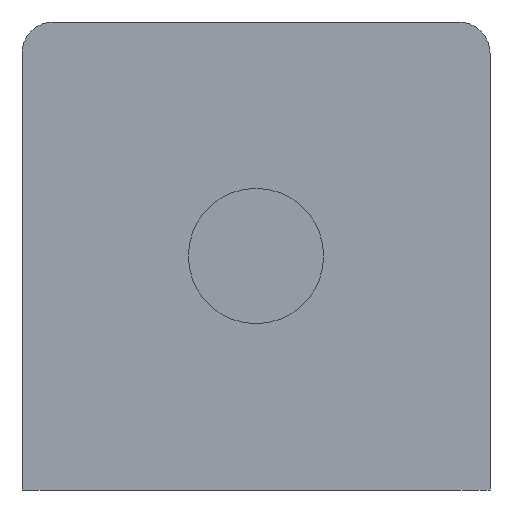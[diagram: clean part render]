
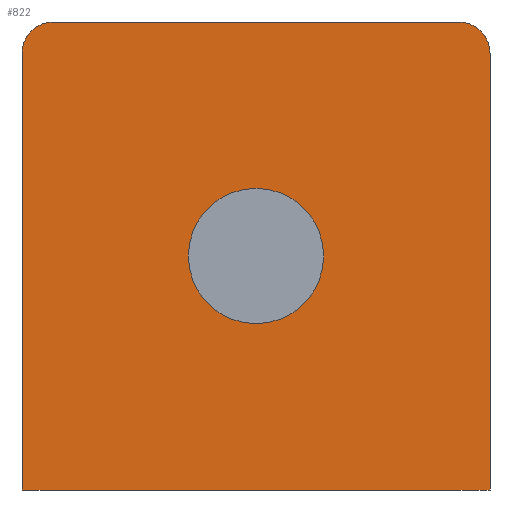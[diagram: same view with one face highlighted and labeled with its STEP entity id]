
A CAD part, left-side view. The second image highlights one B-rep face of the part: STEP entity #822.
In plain terms, the highlighted planar face has unit normal (-1, 0, 0).
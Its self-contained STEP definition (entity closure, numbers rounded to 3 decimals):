
#822=ADVANCED_FACE('',(#871,#872),#873,.T.);
#871=FACE_BOUND('',#948,.T.);
#872=FACE_OUTER_BOUND('',#949,.T.);
#873=PLANE('',#950);
#948=EDGE_LOOP('',(#1070));
#949=EDGE_LOOP('',(#1071,#1072,#1073,#1074,#1075,#1076));
#950=AXIS2_PLACEMENT_3D('',#1077,#1078,#1079);
#1070=ORIENTED_EDGE('',*,*,#1204,.T.);
#1071=ORIENTED_EDGE('',*,*,#1205,.T.);
#1072=ORIENTED_EDGE('',*,*,#1206,.T.);
#1073=ORIENTED_EDGE('',*,*,#1187,.T.);
#1074=ORIENTED_EDGE('',*,*,#1207,.T.);
#1075=ORIENTED_EDGE('',*,*,#1203,.F.);
#1076=ORIENTED_EDGE('',*,*,#1200,.T.);
#1077=CARTESIAN_POINT('',(-22.5,0.0,-22.5));
#1078=DIRECTION('',(-1.0,0.0,0.0));
#1079=DIRECTION('',(0.0,0.0,1.0));
#1187=EDGE_CURVE('',#1244,#1245,#1246,.T.);
#1200=EDGE_CURVE('',#1266,#1264,#1267,.T.);
#1203=EDGE_CURVE('',#1266,#1269,#1271,.T.);
#1204=EDGE_CURVE('',#1272,#1272,#1273,.T.);
#1205=EDGE_CURVE('',#1264,#1274,#1275,.T.);
#1206=EDGE_CURVE('',#1274,#1244,#1276,.T.);
#1207=EDGE_CURVE('',#1245,#1269,#1277,.T.);
#1244=VERTEX_POINT('',#1327);
#1245=VERTEX_POINT('',#1328);
#1246=LINE('',#1329,#1330);
#1264=VERTEX_POINT('',#1352);
#1266=VERTEX_POINT('',#1355);
#1267=LINE('',#1356,#1357);
#1269=VERTEX_POINT('',#1360);
#1271=LINE('',#1363,#1364);
#1272=VERTEX_POINT('',#1365);
#1273=CIRCLE('',#1366,6.5);
#1274=VERTEX_POINT('',#1367);
#1275=LINE('',#1368,#1369);
#1276=CIRCLE('',#1370,3.0);
#1277=CIRCLE('',#1371,3.0);
#1327=CARTESIAN_POINT('',(-22.5,-19.5,22.5));
#1328=CARTESIAN_POINT('',(-22.5,19.5,22.5));
#1329=CARTESIAN_POINT('',(-22.5,0.0,22.5));
#1330=VECTOR('',#1426,1.0);
#1352=CARTESIAN_POINT('',(-22.5,-22.5,-22.5));
#1355=CARTESIAN_POINT('',(-22.5,22.5,-22.5));
#1356=CARTESIAN_POINT('',(-22.5,0.0,-22.5));
#1357=VECTOR('',#1453,1.0);
#1360=CARTESIAN_POINT('',(-22.5,22.5,19.5));
#1363=CARTESIAN_POINT('',(-22.5,22.5,-22.5));
#1364=VECTOR('',#1456,1.0);
#1365=CARTESIAN_POINT('',(-22.5,0.0,-6.5));
#1366=AXIS2_PLACEMENT_3D('',#1457,#1458,#1459);
#1367=CARTESIAN_POINT('',(-22.5,-22.5,19.5));
#1368=CARTESIAN_POINT('',(-22.5,-22.5,-22.5));
#1369=VECTOR('',#1460,1.0);
#1370=AXIS2_PLACEMENT_3D('',#1461,#1462,#1463);
#1371=AXIS2_PLACEMENT_3D('',#1464,#1465,#1466);
#1426=DIRECTION('',(0.0,1.0,0.0));
#1453=DIRECTION('',(0.0,-1.0,0.0));
#1456=DIRECTION('',(0.0,0.0,1.0));
#1457=CARTESIAN_POINT('',(-22.5,0.0,0.));
#1458=DIRECTION('',(1.0,0.0,0.));
#1459=DIRECTION('',(0.,0.0,-1.0));
#1460=DIRECTION('',(0.0,0.0,1.0));
#1461=CARTESIAN_POINT('',(-22.5,-19.5,19.5));
#1462=DIRECTION('',(-1.0,0.0,0.0));
#1463=DIRECTION('',(0.0,0.0,1.0));
#1464=CARTESIAN_POINT('',(-22.5,19.5,19.5));
#1465=DIRECTION('',(-1.0,0.0,0.0));
#1466=DIRECTION('',(0.0,0.0,1.0));
